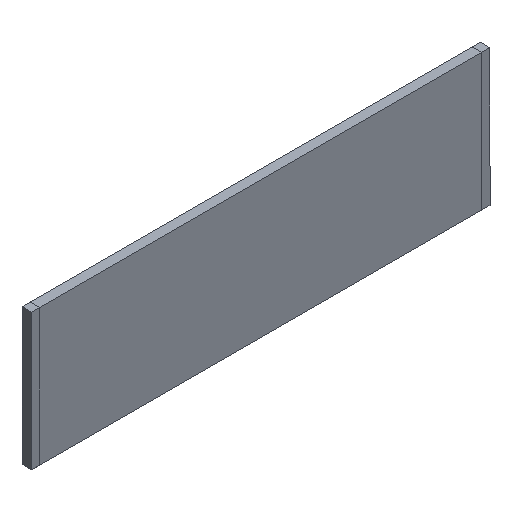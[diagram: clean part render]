
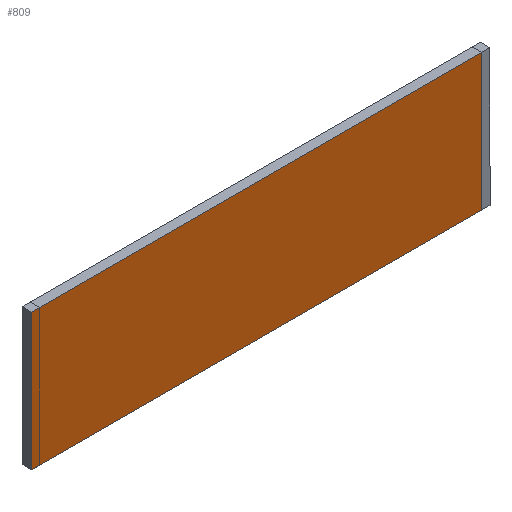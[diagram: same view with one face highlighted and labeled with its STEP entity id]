
A CAD part, isometric view. The second image highlights one B-rep face of the part: STEP entity #809.
In plain terms, the highlighted planar face has unit normal (0, -1, 0).
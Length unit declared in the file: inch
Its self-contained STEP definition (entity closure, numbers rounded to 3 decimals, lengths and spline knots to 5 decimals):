
#3 = VECTOR ( 'NONE', #508, 39.37008 ) ;
#14 = CARTESIAN_POINT ( 'NONE',  ( 28.10971, 1.94813, 64.66773 ) ) ;
#54 = VECTOR ( 'NONE', #373, 39.37008 ) ;
#152 = ORIENTED_EDGE ( 'NONE', *, *, #678, .F. ) ;
#210 = CARTESIAN_POINT ( 'NONE',  ( 28.10971, 1.94813, 64.66773 ) ) ;
#280 = CARTESIAN_POINT ( 'NONE',  ( -43.90317, 1.94813, 64.66773 ) ) ;
#346 = VERTEX_POINT ( 'NONE', #1108 ) ;
#373 = DIRECTION ( 'NONE',  ( 1., 0., 0. ) ) ;
#461 = ORIENTED_EDGE ( 'NONE', *, *, #1095, .T. ) ;
#508 = DIRECTION ( 'NONE',  ( 0., 0., -1. ) ) ;
#593 = LINE ( 'NONE', #14, #663 ) ;
#600 = CARTESIAN_POINT ( 'NONE',  ( 28.10971, 1.94813, 47.91773 ) ) ;
#649 = EDGE_LOOP ( 'NONE', ( #953, #461, #1249, #152 ) ) ;
#663 = VECTOR ( 'NONE', #665, 39.37008 ) ;
#665 = DIRECTION ( 'NONE',  ( 0., 0., -1. ) ) ;
#670 = VERTEX_POINT ( 'NONE', #875 ) ;
#678 = EDGE_CURVE ( 'NONE', #1140, #1138, #593, .T. ) ;
#687 = AXIS2_PLACEMENT_3D ( 'NONE', #280, #742, #1135 ) ;
#742 = DIRECTION ( 'NONE',  ( 0., -1., 0. ) ) ;
#757 = PLANE ( 'NONE',  #687 ) ;
#761 = CARTESIAN_POINT ( 'NONE',  ( -43.90317, 1.94813, 47.91773 ) ) ;
#809 = ADVANCED_FACE ( 'NONE', ( #935 ), #757, .T. ) ;
#840 = EDGE_CURVE ( 'NONE', #670, #1140, #1239, .T. ) ;
#848 = LINE ( 'NONE', #761, #925 ) ;
#875 = CARTESIAN_POINT ( 'NONE',  ( -27.10971, 1.94813, 64.66773 ) ) ;
#920 = CARTESIAN_POINT ( 'NONE',  ( -43.90317, 1.94813, 64.66773 ) ) ;
#925 = VECTOR ( 'NONE', #1139, 39.37008 ) ;
#934 = EDGE_CURVE ( 'NONE', #346, #1138, #848, .T. ) ;
#935 = FACE_OUTER_BOUND ( 'NONE', #649, .T. ) ;
#953 = ORIENTED_EDGE ( 'NONE', *, *, #840, .F. ) ;
#968 = LINE ( 'NONE', #1090, #3 ) ;
#1090 = CARTESIAN_POINT ( 'NONE',  ( -27.10971, 1.94813, 64.66773 ) ) ;
#1095 = EDGE_CURVE ( 'NONE', #670, #346, #968, .T. ) ;
#1108 = CARTESIAN_POINT ( 'NONE',  ( -27.10971, 1.94813, 47.91773 ) ) ;
#1135 = DIRECTION ( 'NONE',  ( 0., 0., -1. ) ) ;
#1138 = VERTEX_POINT ( 'NONE', #600 ) ;
#1139 = DIRECTION ( 'NONE',  ( 1., 0., 0. ) ) ;
#1140 = VERTEX_POINT ( 'NONE', #210 ) ;
#1239 = LINE ( 'NONE', #920, #54 ) ;
#1249 = ORIENTED_EDGE ( 'NONE', *, *, #934, .T. ) ;
